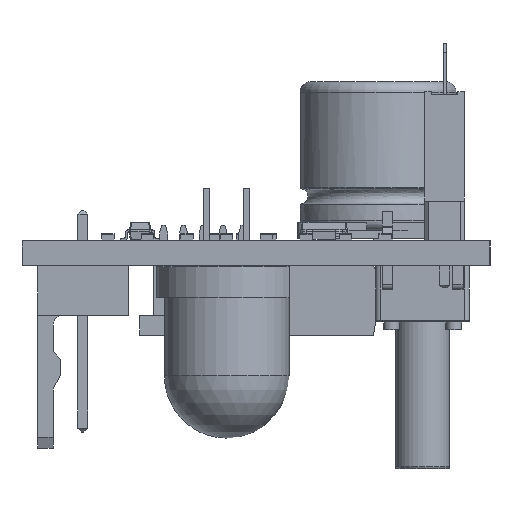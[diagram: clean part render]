
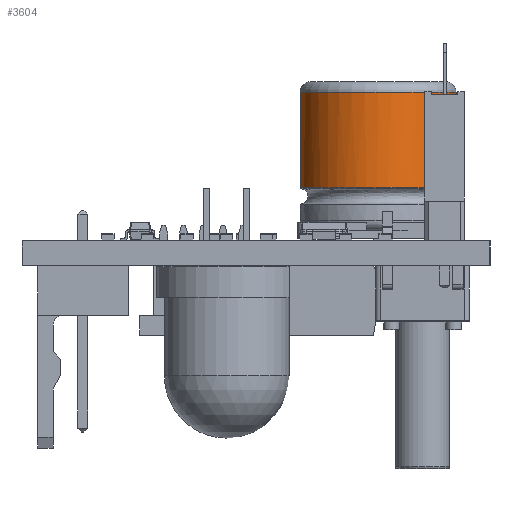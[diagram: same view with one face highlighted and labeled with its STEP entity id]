
A CAD part, left-side view. The second image highlights one B-rep face of the part: STEP entity #3604.
In plain terms, the highlighted cylindrical face has radius 5 mm (diameter 10 mm), a full revolution.
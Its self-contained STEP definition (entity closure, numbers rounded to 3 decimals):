
#3270 = VERTEX_POINT('',#3271);
#3271 = CARTESIAN_POINT('',(-5.,0.,3.398));
#3277 = EDGE_CURVE('',#3270,#3270,#3278,.T.);
#3278 = ( BOUNDED_CURVE() B_SPLINE_CURVE(13,(#3279,#3280,#3281,#3282,
    #3283,#3284,#3285,#3286,#3287,#3288,#3289,#3290,#3291,#3292),
.UNSPECIFIED.,.T.,.F.) B_SPLINE_CURVE_WITH_KNOTS((1,13,13,1),(
    -31.416,0.,31.416,62.832),
.UNSPECIFIED.) CURVE() GEOMETRIC_REPRESENTATION_ITEM() 
RATIONAL_B_SPLINE_CURVE((1.,1.,1.,1.,
    1.,1.,1.,1.,
    1.,1.,1.,1.,1.,1.)) 
REPRESENTATION_ITEM('') );
#3279 = CARTESIAN_POINT('',(-5.,0.,3.398));
#3280 = CARTESIAN_POINT('',(-5.,2.382,
    3.398));
#3281 = CARTESIAN_POINT('',(-3.769,4.818,
    3.398));
#3282 = CARTESIAN_POINT('',(-1.236,6.56,
    3.398));
#3283 = CARTESIAN_POINT('',(2.25,6.828,3.398)
  );
#3284 = CARTESIAN_POINT('',(5.261,4.971,3.398
    ));
#3285 = CARTESIAN_POINT('',(7.47,2.26,3.398
    ));
#3286 = CARTESIAN_POINT('',(7.47,-2.26,
    3.398));
#3287 = CARTESIAN_POINT('',(5.261,-4.971,
    3.398));
#3288 = CARTESIAN_POINT('',(2.25,-6.828,3.398
    ));
#3289 = CARTESIAN_POINT('',(-1.236,-6.56,
    3.398));
#3290 = CARTESIAN_POINT('',(-3.769,-4.818,
    3.398));
#3291 = CARTESIAN_POINT('',(-5.,-2.382,
    3.398));
#3292 = CARTESIAN_POINT('',(-5.,0.,3.398));
#3604 = ADVANCED_FACE('',(#3605),#3624,.T.);
#3605 = FACE_BOUND('',#3606,.T.);
#3606 = EDGE_LOOP('',(#3607,#3616,#3622,#3623));
#3607 = ORIENTED_EDGE('',*,*,#3608,.T.);
#3608 = EDGE_CURVE('',#3609,#3609,#3611,.T.);
#3609 = VERTEX_POINT('',#3610);
#3610 = CARTESIAN_POINT('',(-5.,0.,9.533));
#3611 = CIRCLE('',#3612,5.);
#3612 = AXIS2_PLACEMENT_3D('',#3613,#3614,#3615);
#3613 = CARTESIAN_POINT('',(0.,0.,9.533));
#3614 = DIRECTION('',(0.,0.,-1.));
#3615 = DIRECTION('',(-1.,0.,0.));
#3616 = ORIENTED_EDGE('',*,*,#3617,.F.);
#3617 = EDGE_CURVE('',#3270,#3609,#3618,.T.);
#3618 = LINE('',#3619,#3620);
#3619 = CARTESIAN_POINT('',(-5.,0.,3.35));
#3620 = VECTOR('',#3621,1.);
#3621 = DIRECTION('',(0.,0.,1.));
#3622 = ORIENTED_EDGE('',*,*,#3277,.F.);
#3623 = ORIENTED_EDGE('',*,*,#3617,.T.);
#3624 = CYLINDRICAL_SURFACE('',#3625,5.);
#3625 = AXIS2_PLACEMENT_3D('',#3626,#3627,#3628);
#3626 = CARTESIAN_POINT('',(0.,0.,3.35));
#3627 = DIRECTION('',(0.,0.,1.));
#3628 = DIRECTION('',(-1.,0.,0.));
